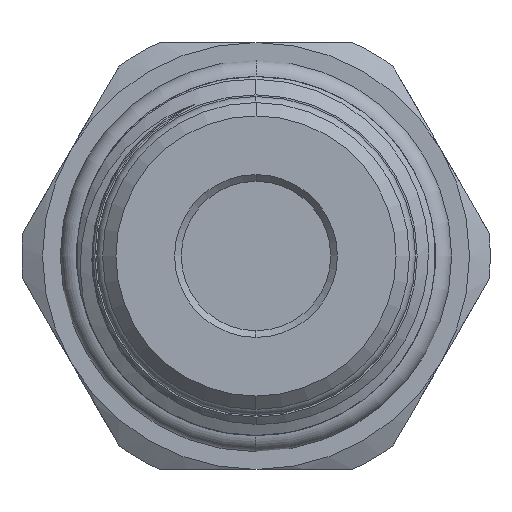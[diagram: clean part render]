
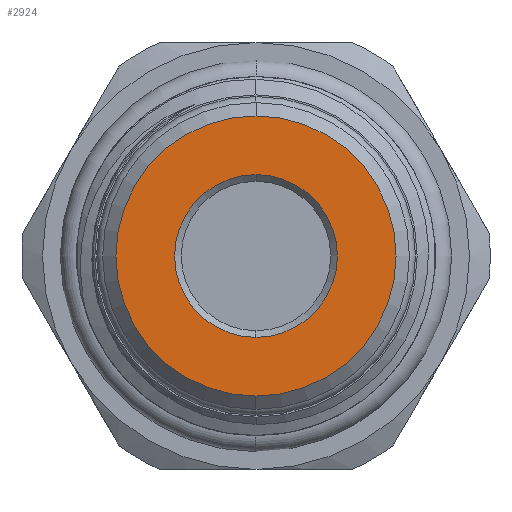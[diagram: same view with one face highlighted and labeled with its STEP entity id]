
A CAD part, left-side view. The second image highlights one B-rep face of the part: STEP entity #2924.
In plain terms, the highlighted planar face has unit normal (-1, 0, 0).
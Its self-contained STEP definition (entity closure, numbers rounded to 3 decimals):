
#281 = CARTESIAN_POINT ( 'NONE',  ( -46.35, 0., 6.1 ) ) ;
#826 = VERTEX_POINT ( 'NONE', #12107 ) ;
#835 = CARTESIAN_POINT ( 'NONE',  ( -46.35, 0., -10.5 ) ) ;
#1111 = CARTESIAN_POINT ( 'NONE',  ( -46.35, 0., 0. ) ) ;
#1303 = AXIS2_PLACEMENT_3D ( 'NONE', #7771, #4722, #4779 ) ;
#2150 = DIRECTION ( 'NONE',  ( 0., 0., 1. ) ) ;
#2368 = EDGE_LOOP ( 'NONE', ( #10577, #9995 ) ) ;
#2735 = FACE_BOUND ( 'NONE', #3599, .T. ) ;
#2924 = ADVANCED_FACE ( 'NONE', ( #7881, #2735 ), #10842, .F. ) ;
#3172 = EDGE_CURVE ( 'NONE', #6516, #10312, #4765, .T. ) ;
#3367 = ORIENTED_EDGE ( 'NONE', *, *, #12692, .T. ) ;
#3497 = DIRECTION ( 'NONE',  ( 1., 0., 0. ) ) ;
#3599 = EDGE_LOOP ( 'NONE', ( #7871, #3367 ) ) ;
#3839 = AXIS2_PLACEMENT_3D ( 'NONE', #10547, #3497, #4640 ) ;
#3930 = CIRCLE ( 'NONE', #7040, 6.1 ) ;
#4640 = DIRECTION ( 'NONE',  ( 0., 0., 1. ) ) ;
#4722 = DIRECTION ( 'NONE',  ( -1., 0., 0. ) ) ;
#4765 = CIRCLE ( 'NONE', #12786, 10.5 ) ;
#4779 = DIRECTION ( 'NONE',  ( 0., 0., 1. ) ) ;
#4866 = CARTESIAN_POINT ( 'NONE',  ( -46.35, 0., 10.5 ) ) ;
#4945 = CARTESIAN_POINT ( 'NONE',  ( -46.35, 0., 0. ) ) ;
#5062 = AXIS2_PLACEMENT_3D ( 'NONE', #4945, #11861, #12440 ) ;
#5247 = DIRECTION ( 'NONE',  ( 1., 0., 0. ) ) ;
#6089 = DIRECTION ( 'NONE',  ( -1., 0., 0. ) ) ;
#6516 = VERTEX_POINT ( 'NONE', #4866 ) ;
#6703 = EDGE_CURVE ( 'NONE', #826, #8368, #3930, .T. ) ;
#7040 = AXIS2_PLACEMENT_3D ( 'NONE', #1111, #5247, #11017 ) ;
#7771 = CARTESIAN_POINT ( 'NONE',  ( -46.35, 0., 0. ) ) ;
#7871 = ORIENTED_EDGE ( 'NONE', *, *, #6703, .T. ) ;
#7881 = FACE_OUTER_BOUND ( 'NONE', #2368, .T. ) ;
#8368 = VERTEX_POINT ( 'NONE', #281 ) ;
#9995 = ORIENTED_EDGE ( 'NONE', *, *, #12164, .T. ) ;
#10312 = VERTEX_POINT ( 'NONE', #835 ) ;
#10547 = CARTESIAN_POINT ( 'NONE',  ( -46.35, 0., 0. ) ) ;
#10577 = ORIENTED_EDGE ( 'NONE', *, *, #3172, .T. ) ;
#10842 = PLANE ( 'NONE',  #5062 ) ;
#11017 = DIRECTION ( 'NONE',  ( 0., 0., 1. ) ) ;
#11457 = CIRCLE ( 'NONE', #3839, 6.1 ) ;
#11861 = DIRECTION ( 'NONE',  ( 1., 0., 0. ) ) ;
#11940 = CIRCLE ( 'NONE', #1303, 10.5 ) ;
#12017 = CARTESIAN_POINT ( 'NONE',  ( -46.35, 0., 0. ) ) ;
#12107 = CARTESIAN_POINT ( 'NONE',  ( -46.35, 0., -6.1 ) ) ;
#12164 = EDGE_CURVE ( 'NONE', #10312, #6516, #11940, .T. ) ;
#12440 = DIRECTION ( 'NONE',  ( 0., 0., 1. ) ) ;
#12692 = EDGE_CURVE ( 'NONE', #8368, #826, #11457, .T. ) ;
#12786 = AXIS2_PLACEMENT_3D ( 'NONE', #12017, #6089, #2150 ) ;
